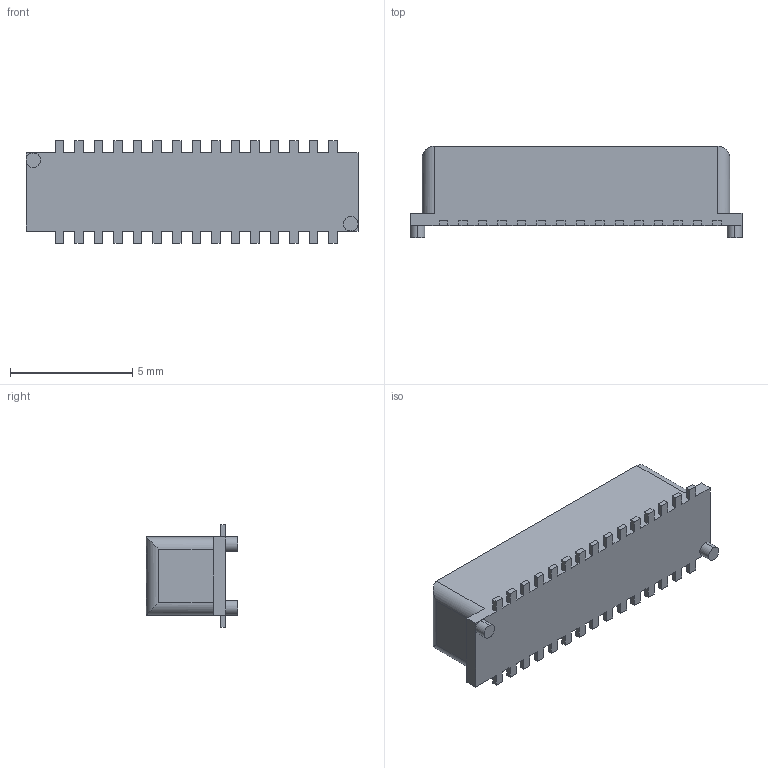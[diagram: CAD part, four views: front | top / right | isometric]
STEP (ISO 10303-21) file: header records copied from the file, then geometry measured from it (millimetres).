
FILE_DESCRIPTION (( 'STEP AP214' ), '1' );
FILE_NAME ('JAE IL-WX Series 30-pin.STEP', '2019-07-30T16:26:30', ( '' ), ( '' ), 'SwSTEP 2.0', 'SolidWorks 2018', '' );
FILE_SCHEMA (( 'AUTOMOTIVE_DESIGN' ));
Length unit declared in the file: millimetre
Products named in the file (1): JAE IL-WX Series 30-pin
Bounding box: 13.6 x 3.75 x 4.2 mm (x, y, z)
Volume: 98 mm3; surface area: 423.9 mm2
Topology: 1 solids, 1 shells, 294 faces, 788 edges, 522 vertices
Faces by surface type: plane 284, cylinder 10
Entity records: 12262 total; most frequent: CARTESIAN_POINT 1617, ORIENTED_EDGE 1576, DIRECTION 1396, EDGE_CURVE 788, VECTOR 762, LINE 762, VERTEX_POINT 522, EDGE_LOOP 320
